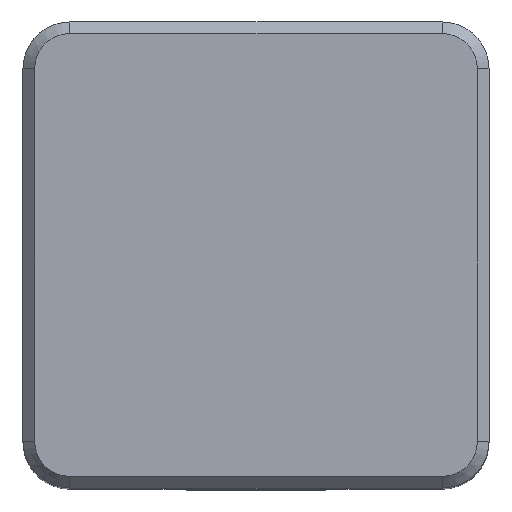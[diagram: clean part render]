
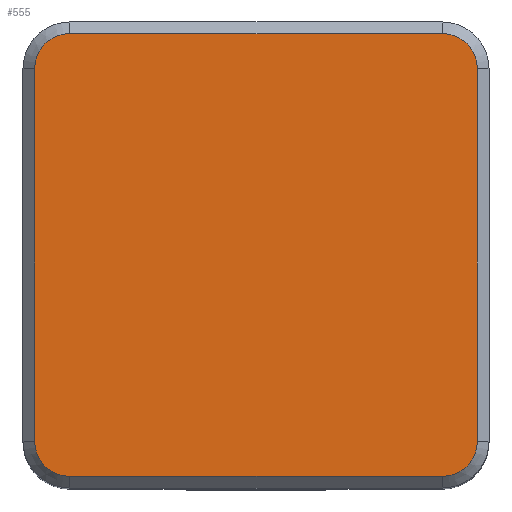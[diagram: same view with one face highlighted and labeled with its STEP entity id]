
A CAD part, top view. The second image highlights one B-rep face of the part: STEP entity #555.
In plain terms, the highlighted planar face has unit normal (0, 0, 1).
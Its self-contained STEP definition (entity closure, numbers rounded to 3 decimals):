
#111 = VERTEX_POINT('',#112);
#112 = CARTESIAN_POINT('',(-8.,9.5,30.));
#120 = VERTEX_POINT('',#121);
#121 = CARTESIAN_POINT('',(8.,9.5,30.));
#127 = EDGE_CURVE('',#111,#120,#128,.T.);
#128 = LINE('',#129,#130);
#129 = CARTESIAN_POINT('',(-8.,9.5,30.));
#130 = VECTOR('',#131,1.);
#131 = DIRECTION('',(1.,0.,0.));
#504 = VERTEX_POINT('',#505);
#505 = CARTESIAN_POINT('',(-9.5,8.,30.));
#513 = EDGE_CURVE('',#504,#111,#514,.T.);
#514 = CIRCLE('',#515,1.5);
#515 = AXIS2_PLACEMENT_3D('',#516,#517,#518);
#516 = CARTESIAN_POINT('',(-8.,8.,30.));
#517 = DIRECTION('',(0.,0.,-1.));
#518 = DIRECTION('',(-1.,0.,0.));
#555 = ADVANCED_FACE('',(#556),#609,.T.);
#556 = FACE_BOUND('',#557,.T.);
#557 = EDGE_LOOP('',(#558,#559,#560,#568,#577,#585,#594,#602));
#558 = ORIENTED_EDGE('',*,*,#127,.F.);
#559 = ORIENTED_EDGE('',*,*,#513,.F.);
#560 = ORIENTED_EDGE('',*,*,#561,.F.);
#561 = EDGE_CURVE('',#562,#504,#564,.T.);
#562 = VERTEX_POINT('',#563);
#563 = CARTESIAN_POINT('',(-9.5,-8.,30.));
#564 = LINE('',#565,#566);
#565 = CARTESIAN_POINT('',(-9.5,-8.,30.));
#566 = VECTOR('',#567,1.);
#567 = DIRECTION('',(0.,1.,0.));
#568 = ORIENTED_EDGE('',*,*,#569,.F.);
#569 = EDGE_CURVE('',#570,#562,#572,.T.);
#570 = VERTEX_POINT('',#571);
#571 = CARTESIAN_POINT('',(-8.,-9.5,30.));
#572 = CIRCLE('',#573,1.5);
#573 = AXIS2_PLACEMENT_3D('',#574,#575,#576);
#574 = CARTESIAN_POINT('',(-8.,-8.,30.));
#575 = DIRECTION('',(-0.,-0.,-1.));
#576 = DIRECTION('',(0.,-1.,0.));
#577 = ORIENTED_EDGE('',*,*,#578,.F.);
#578 = EDGE_CURVE('',#579,#570,#581,.T.);
#579 = VERTEX_POINT('',#580);
#580 = CARTESIAN_POINT('',(8.,-9.5,30.));
#581 = LINE('',#582,#583);
#582 = CARTESIAN_POINT('',(8.,-9.5,30.));
#583 = VECTOR('',#584,1.);
#584 = DIRECTION('',(-1.,0.,0.));
#585 = ORIENTED_EDGE('',*,*,#586,.F.);
#586 = EDGE_CURVE('',#587,#579,#589,.T.);
#587 = VERTEX_POINT('',#588);
#588 = CARTESIAN_POINT('',(9.5,-8.,30.));
#589 = CIRCLE('',#590,1.5);
#590 = AXIS2_PLACEMENT_3D('',#591,#592,#593);
#591 = CARTESIAN_POINT('',(8.,-8.,30.));
#592 = DIRECTION('',(0.,0.,-1.));
#593 = DIRECTION('',(1.,0.,0.));
#594 = ORIENTED_EDGE('',*,*,#595,.F.);
#595 = EDGE_CURVE('',#596,#587,#598,.T.);
#596 = VERTEX_POINT('',#597);
#597 = CARTESIAN_POINT('',(9.5,8.,30.));
#598 = LINE('',#599,#600);
#599 = CARTESIAN_POINT('',(9.5,8.,30.));
#600 = VECTOR('',#601,1.);
#601 = DIRECTION('',(0.,-1.,0.));
#602 = ORIENTED_EDGE('',*,*,#603,.F.);
#603 = EDGE_CURVE('',#120,#596,#604,.T.);
#604 = CIRCLE('',#605,1.5);
#605 = AXIS2_PLACEMENT_3D('',#606,#607,#608);
#606 = CARTESIAN_POINT('',(8.,8.,30.));
#607 = DIRECTION('',(0.,0.,-1.));
#608 = DIRECTION('',(0.,1.,0.));
#609 = PLANE('',#610);
#610 = AXIS2_PLACEMENT_3D('',#611,#612,#613);
#611 = CARTESIAN_POINT('',(0.,0.,30.));
#612 = DIRECTION('',(0.,0.,1.));
#613 = DIRECTION('',(1.,0.,0.));
